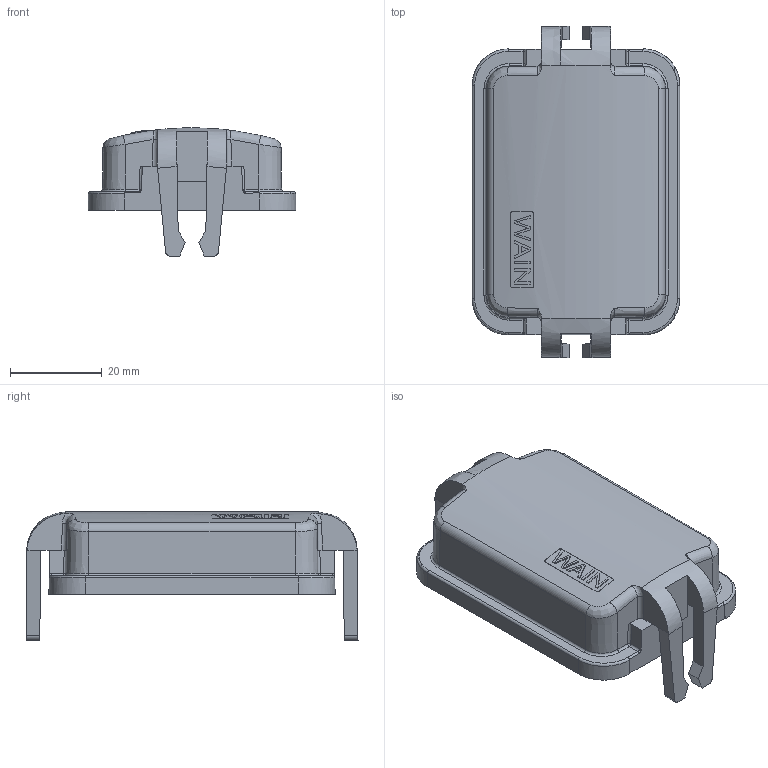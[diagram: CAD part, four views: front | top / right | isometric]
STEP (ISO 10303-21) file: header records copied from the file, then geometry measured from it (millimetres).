
FILE_DESCRIPTION((''),'2;1');
FILE_NAME('PRT0768','2020-04-14T',('zl.chen'),(''),'PRO/ENGINEER BY PARAMETRIC TECHNOLOGY CORPORATION, 2013430','PRO/ENGINEER BY PARAMETRIC TECHNOLOGY CORPORATION, 2013430','');
FILE_SCHEMA(('CONFIG_CONTROL_DESIGN','SHAPE_APPEARANCE_LAYERS_GROUPS'));
Length unit declared in the file: millimetre
Products named in the file (1): PRT0768
Bounding box: 45.32 x 72.44 x 27.99 mm (x, y, z)
Volume: 13291.3 mm3; surface area: 12453.8 mm2
Topology: 1 solids, 1 shells, 259 faces, 700 edges, 448 vertices
Faces by surface type: plane 122, cylinder 69, bspline 23, torus 22, cone 16, sphere 4, extrusion 3
Entity records: 9713 total; most frequent: CARTESIAN_POINT 3401, ORIENTED_EDGE 1392, DIRECTION 1108, EDGE_CURVE 696, VERTEX_POINT 448, AXIS2_PLACEMENT_3D 377, VECTOR 354, LINE 351
